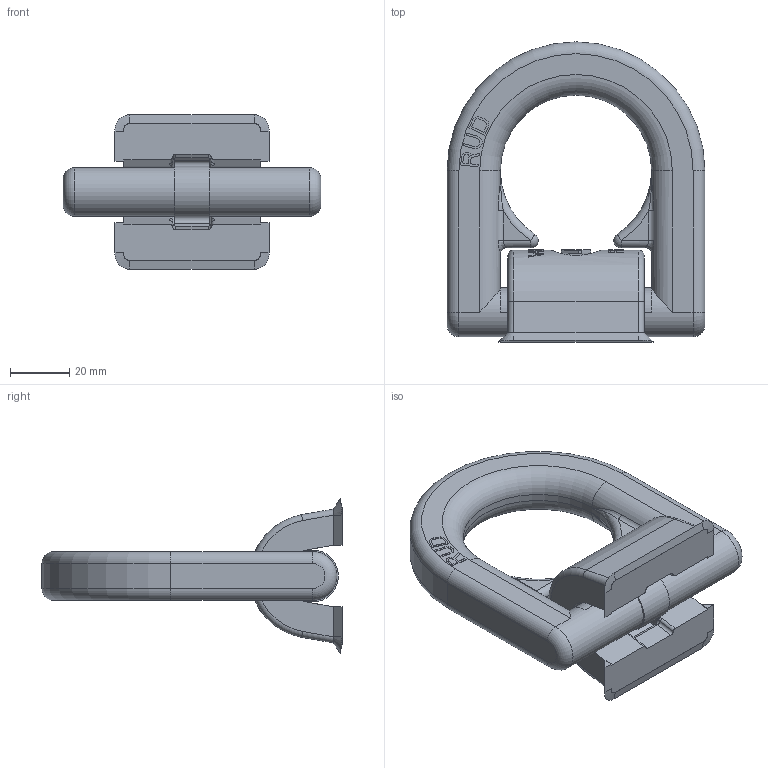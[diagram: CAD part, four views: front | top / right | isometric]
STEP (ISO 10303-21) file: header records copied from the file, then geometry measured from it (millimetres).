
FILE_DESCRIPTION((''),'2;1');
FILE_NAME('001-M32119-P-1_ASM','2005-09-21T',('jakubetz'),(''),'PRO/ENGINEER BY PARAMETRIC TECHNOLOGY CORPORATION, 2001400','PRO/ENGINEER BY PARAMETRIC TECHNOLOGY CORPORATION, 2001400','');
FILE_SCHEMA(('CONFIG_CONTROL_DESIGN'));
Length unit declared in the file: millimetre
Products named in the file (4): 001-M32119-P-1; 001-M32119-P-2; 001-M31401-P-1; 001-M32119-P-1_ASM
Assembly tree (3 placements, depth 2):
  001-M32119-P-1_ASM
    001-M32119-P-1
    001-M32119-P-2
    001-M31401-P-1
Bounding box: 87 x 101.25 x 52.07 mm (x, y, z)
Volume: 106627.7 mm3; surface area: 28067.2 mm2
Topology: 3 solids, 3 shells, 493 faces, 1294 edges, 818 vertices
Faces by surface type: plane 350, cylinder 79, bspline 32, torus 24, sphere 8
Entity records: 16781 total; most frequent: CARTESIAN_POINT 5113, ORIENTED_EDGE 2588, DIRECTION 2142, EDGE_CURVE 1294, VERTEX_POINT 818, VECTOR 726, LINE 726, AXIS2_PLACEMENT_3D 708
